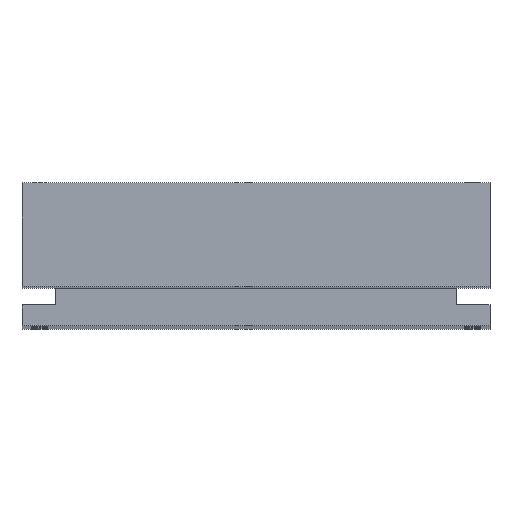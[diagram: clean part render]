
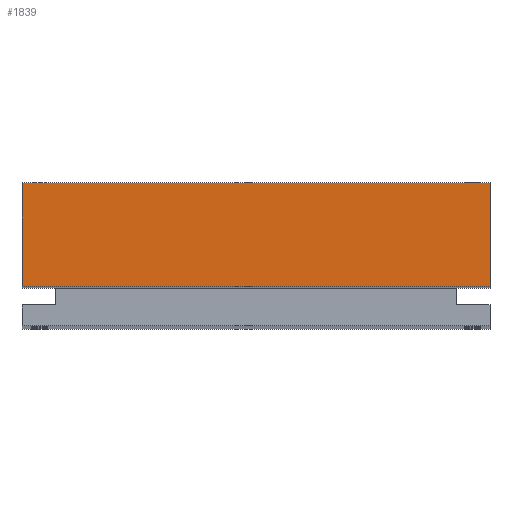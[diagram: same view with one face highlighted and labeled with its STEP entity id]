
A CAD part, top view. The second image highlights one B-rep face of the part: STEP entity #1839.
In plain terms, the highlighted planar face has unit normal (0, 0, 1).
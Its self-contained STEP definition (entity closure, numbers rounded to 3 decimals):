
#615 = EDGE_CURVE ( 'NONE', #7449, #3667, #5616, .T. ) ;
#628 = VECTOR ( 'NONE', #4300, 1000. ) ;
#695 = VECTOR ( 'NONE', #5659, 1000. ) ;
#889 = FACE_OUTER_BOUND ( 'NONE', #7525, .T. ) ;
#1211 = ORIENTED_EDGE ( 'NONE', *, *, #615, .T. ) ;
#1839 = ADVANCED_FACE ( 'NONE', ( #889 ), #2111, .F. ) ;
#1897 = CARTESIAN_POINT ( 'NONE',  ( 0., 0., 280. ) ) ;
#1904 = CARTESIAN_POINT ( 'NONE',  ( 135., 0., 280. ) ) ;
#1982 = DIRECTION ( 'NONE',  ( -1., 0., 0. ) ) ;
#2111 = PLANE ( 'NONE',  #4723 ) ;
#2429 = VECTOR ( 'NONE', #5912, 1000. ) ;
#2552 = EDGE_CURVE ( 'NONE', #7622, #7600, #3015, .T. ) ;
#2704 = ORIENTED_EDGE ( 'NONE', *, *, #2552, .T. ) ;
#3015 = LINE ( 'NONE', #3529, #2429 ) ;
#3078 = LINE ( 'NONE', #1904, #628 ) ;
#3288 = CARTESIAN_POINT ( 'NONE',  ( 0., 0., 280. ) ) ;
#3529 = CARTESIAN_POINT ( 'NONE',  ( 0., 0., 280. ) ) ;
#3581 = CARTESIAN_POINT ( 'NONE',  ( 135., 30., 280. ) ) ;
#3585 = EDGE_CURVE ( 'NONE', #3667, #7622, #7475, .T. ) ;
#3667 = VERTEX_POINT ( 'NONE', #5862 ) ;
#3721 = VECTOR ( 'NONE', #1982, 1000. ) ;
#4300 = DIRECTION ( 'NONE',  ( 0., 1., 0. ) ) ;
#4511 = DIRECTION ( 'NONE',  ( 0., 0., -1. ) ) ;
#4723 = AXIS2_PLACEMENT_3D ( 'NONE', #3288, #4511, #6889 ) ;
#5195 = CARTESIAN_POINT ( 'NONE',  ( 0., 0., 280. ) ) ;
#5616 = LINE ( 'NONE', #6248, #3721 ) ;
#5659 = DIRECTION ( 'NONE',  ( 0., -1., 0. ) ) ;
#5862 = CARTESIAN_POINT ( 'NONE',  ( 0., 30., 280. ) ) ;
#5912 = DIRECTION ( 'NONE',  ( 1., 0., 0. ) ) ;
#6003 = ORIENTED_EDGE ( 'NONE', *, *, #7179, .T. ) ;
#6248 = CARTESIAN_POINT ( 'NONE',  ( 0., 30., 280. ) ) ;
#6501 = ORIENTED_EDGE ( 'NONE', *, *, #3585, .T. ) ;
#6889 = DIRECTION ( 'NONE',  ( -1., 0., 0. ) ) ;
#7179 = EDGE_CURVE ( 'NONE', #7600, #7449, #3078, .T. ) ;
#7271 = CARTESIAN_POINT ( 'NONE',  ( 135., 0., 280. ) ) ;
#7449 = VERTEX_POINT ( 'NONE', #3581 ) ;
#7475 = LINE ( 'NONE', #5195, #695 ) ;
#7525 = EDGE_LOOP ( 'NONE', ( #6501, #2704, #6003, #1211 ) ) ;
#7600 = VERTEX_POINT ( 'NONE', #7271 ) ;
#7622 = VERTEX_POINT ( 'NONE', #1897 ) ;
